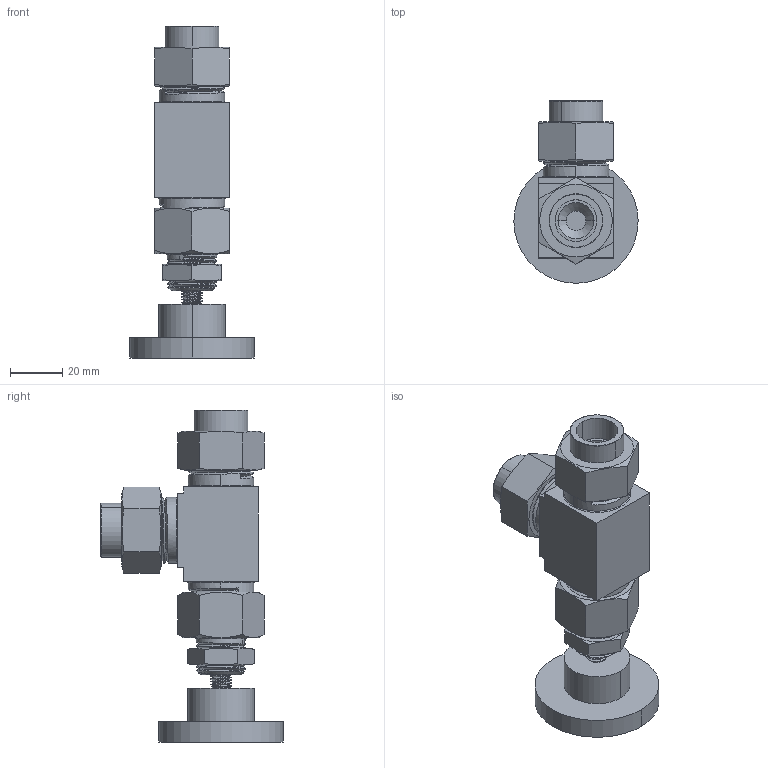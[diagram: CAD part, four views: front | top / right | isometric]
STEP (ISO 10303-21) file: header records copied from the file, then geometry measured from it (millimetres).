
FILE_DESCRIPTION (( 'STEP AP214' ), '1' );
FILE_NAME ('8-08SAU-10.STEP', '2018-01-30T16:17:53', ( '' ), ( '' ), 'SwSTEP 2.0', 'SolidWorks 2018', '' );
FILE_SCHEMA (( 'AUTOMOTIVE_DESIGN' ));
Length unit declared in the file: inch
Products named in the file (1): 8-08SAU-10
Bounding box: 47.75 x 70.04 x 127.64 mm (x, y, z)
Volume: 97078.9 mm3; surface area: 24898 mm2
Topology: 1 solids, 1 shells, 181 faces, 433 edges, 274 vertices
Faces by surface type: plane 60, cylinder 49, cone 40, bspline 18, torus 14
Entity records: 16765 total; most frequent: CARTESIAN_POINT 11117, ORIENTED_EDGE 866, DIRECTION 707, EDGE_CURVE 433, AXIS2_PLACEMENT_3D 292, VERTEX_POINT 274, EDGE_LOOP 201, FACE_OUTER_BOUND 181
